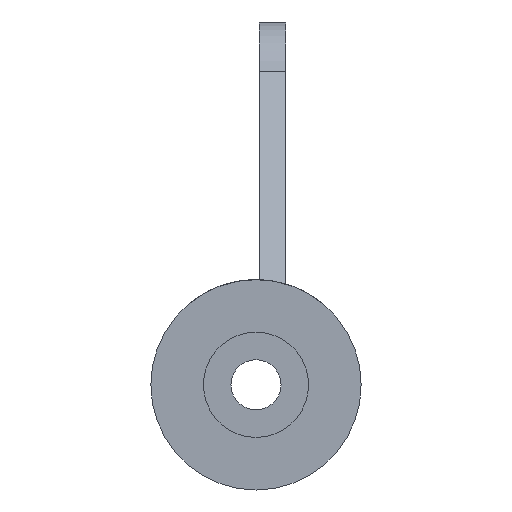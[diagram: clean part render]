
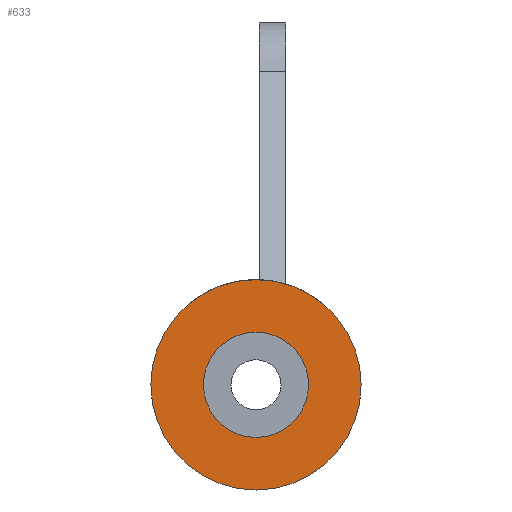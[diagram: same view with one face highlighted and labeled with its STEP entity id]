
A CAD part, left-side view. The second image highlights one B-rep face of the part: STEP entity #633.
In plain terms, the highlighted planar face has unit normal (-1, 0, 0).
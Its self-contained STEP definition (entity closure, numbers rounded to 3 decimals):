
#13 = FACE_OUTER_BOUND ( 'NONE', #525, .T. ) ;
#24 = DIRECTION ( 'NONE',  ( 0., 1., 0. ) ) ;
#42 = CARTESIAN_POINT ( 'NONE',  ( 1350., 135.755, 0. ) ) ;
#44 = CIRCLE ( 'NONE', #467, 40. ) ;
#55 = ORIENTED_EDGE ( 'NONE', *, *, #68, .T. ) ;
#63 = EDGE_CURVE ( 'NONE', #330, #699, #44, .T. ) ;
#68 = EDGE_CURVE ( 'NONE', #699, #330, #385, .T. ) ;
#70 = AXIS2_PLACEMENT_3D ( 'NONE', #470, #529, #24 ) ;
#105 = DIRECTION ( 'NONE',  ( 1., 0., 0. ) ) ;
#165 = DIRECTION ( 'NONE',  ( 0., 1., 0. ) ) ;
#166 = DIRECTION ( 'NONE',  ( 0., 1., 0. ) ) ;
#173 = AXIS2_PLACEMENT_3D ( 'NONE', #332, #271, #165 ) ;
#176 = ORIENTED_EDGE ( 'NONE', *, *, #248, .F. ) ;
#189 = VERTEX_POINT ( 'NONE', #384 ) ;
#194 = AXIS2_PLACEMENT_3D ( 'NONE', #444, #309, #437 ) ;
#221 = CARTESIAN_POINT ( 'NONE',  ( 1350., 95.755, 0. ) ) ;
#229 = VERTEX_POINT ( 'NONE', #42 ) ;
#248 = EDGE_CURVE ( 'NONE', #189, #229, #695, .T. ) ;
#268 = AXIS2_PLACEMENT_3D ( 'NONE', #458, #734, #510 ) ;
#271 = DIRECTION ( 'NONE',  ( 1., 0., 0. ) ) ;
#309 = DIRECTION ( 'NONE',  ( 1., 0., 0. ) ) ;
#328 = EDGE_CURVE ( 'NONE', #229, #189, #507, .T. ) ;
#330 = VERTEX_POINT ( 'NONE', #221 ) ;
#332 = CARTESIAN_POINT ( 'NONE',  ( 1350., 55.755, 0. ) ) ;
#379 = CARTESIAN_POINT ( 'NONE',  ( 1350., 15.755, 0. ) ) ;
#384 = CARTESIAN_POINT ( 'NONE',  ( 1350., -24.245, 0. ) ) ;
#385 = CIRCLE ( 'NONE', #268, 40. ) ;
#437 = DIRECTION ( 'NONE',  ( 0., 1., 0. ) ) ;
#444 = CARTESIAN_POINT ( 'NONE',  ( 1350., 55.755, 0. ) ) ;
#458 = CARTESIAN_POINT ( 'NONE',  ( 1350., 55.755, 0. ) ) ;
#467 = AXIS2_PLACEMENT_3D ( 'NONE', #562, #105, #166 ) ;
#470 = CARTESIAN_POINT ( 'NONE',  ( 1350., -24.245, 0. ) ) ;
#478 = EDGE_LOOP ( 'NONE', ( #627, #55 ) ) ;
#496 = FACE_BOUND ( 'NONE', #478, .T. ) ;
#507 = CIRCLE ( 'NONE', #173, 80. ) ;
#510 = DIRECTION ( 'NONE',  ( 0., 1., 0. ) ) ;
#525 = EDGE_LOOP ( 'NONE', ( #664, #176 ) ) ;
#529 = DIRECTION ( 'NONE',  ( 1., 0., 0. ) ) ;
#562 = CARTESIAN_POINT ( 'NONE',  ( 1350., 55.755, 0. ) ) ;
#627 = ORIENTED_EDGE ( 'NONE', *, *, #63, .T. ) ;
#633 = ADVANCED_FACE ( 'NONE', ( #13, #496 ), #647, .F. ) ;
#647 = PLANE ( 'NONE',  #70 ) ;
#664 = ORIENTED_EDGE ( 'NONE', *, *, #328, .F. ) ;
#695 = CIRCLE ( 'NONE', #194, 80. ) ;
#699 = VERTEX_POINT ( 'NONE', #379 ) ;
#734 = DIRECTION ( 'NONE',  ( 1., 0., 0. ) ) ;
